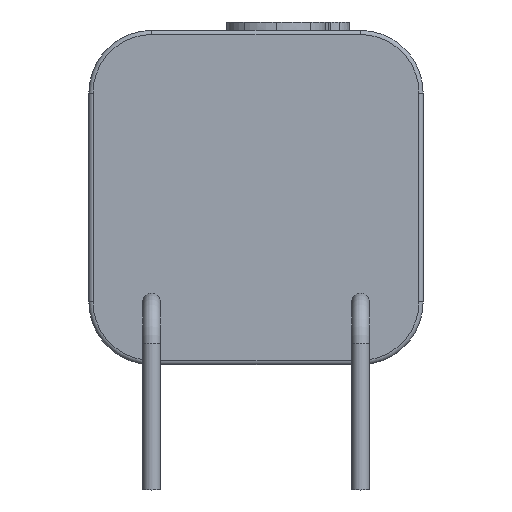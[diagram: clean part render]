
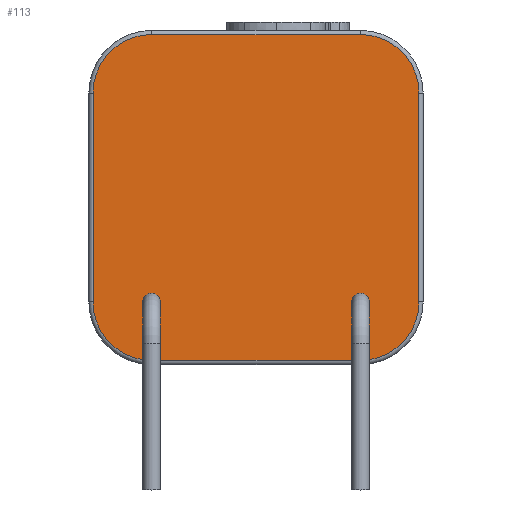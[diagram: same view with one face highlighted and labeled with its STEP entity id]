
A CAD part, left-side view. The second image highlights one B-rep face of the part: STEP entity #113.
In plain terms, the highlighted planar face has unit normal (-1, 0, 0).
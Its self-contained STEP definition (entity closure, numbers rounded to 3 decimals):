
#94 = VERTEX_POINT('',#95);
#95 = CARTESIAN_POINT('',(2.,0.21,1.5));
#101 = EDGE_CURVE('',#94,#94,#102,.T.);
#102 = CIRCLE('',#103,0.21);
#103 = AXIS2_PLACEMENT_3D('',#104,#105,#106);
#104 = CARTESIAN_POINT('',(2.,0.,1.5));
#105 = DIRECTION('',(1.,0.,0.));
#106 = DIRECTION('',(0.,1.,0.));
#113 = ADVANCED_FACE('',(#114,#184,#195),#198,.F.);
#114 = FACE_BOUND('',#115,.F.);
#115 = EDGE_LOOP('',(#116,#127,#135,#144,#152,#161,#169,#178));
#116 = ORIENTED_EDGE('',*,*,#117,.T.);
#117 = EDGE_CURVE('',#118,#120,#122,.T.);
#118 = VERTEX_POINT('',#119);
#119 = CARTESIAN_POINT('',(2.,-5.,7.9));
#120 = VERTEX_POINT('',#121);
#121 = CARTESIAN_POINT('',(2.,-6.4,6.5));
#122 = CIRCLE('',#123,1.4);
#123 = AXIS2_PLACEMENT_3D('',#124,#125,#126);
#124 = CARTESIAN_POINT('',(2.,-5.,6.5));
#125 = DIRECTION('',(1.,0.,0.));
#126 = DIRECTION('',(0.,0.,1.));
#127 = ORIENTED_EDGE('',*,*,#128,.T.);
#128 = EDGE_CURVE('',#120,#129,#131,.T.);
#129 = VERTEX_POINT('',#130);
#130 = CARTESIAN_POINT('',(2.,-6.4,1.5));
#131 = LINE('',#132,#133);
#132 = CARTESIAN_POINT('',(2.,-6.4,6.5));
#133 = VECTOR('',#134,1.);
#134 = DIRECTION('',(0.,0.,-1.));
#135 = ORIENTED_EDGE('',*,*,#136,.T.);
#136 = EDGE_CURVE('',#129,#137,#139,.T.);
#137 = VERTEX_POINT('',#138);
#138 = CARTESIAN_POINT('',(2.,-5.,0.1));
#139 = CIRCLE('',#140,1.4);
#140 = AXIS2_PLACEMENT_3D('',#141,#142,#143);
#141 = CARTESIAN_POINT('',(2.,-5.,1.5));
#142 = DIRECTION('',(1.,0.,0.));
#143 = DIRECTION('',(0.,-1.,
    0.));
#144 = ORIENTED_EDGE('',*,*,#145,.T.);
#145 = EDGE_CURVE('',#137,#146,#148,.T.);
#146 = VERTEX_POINT('',#147);
#147 = CARTESIAN_POINT('',(2.,0.,0.1));
#148 = LINE('',#149,#150);
#149 = CARTESIAN_POINT('',(2.,-5.,0.1));
#150 = VECTOR('',#151,1.);
#151 = DIRECTION('',(0.,1.,0.));
#152 = ORIENTED_EDGE('',*,*,#153,.T.);
#153 = EDGE_CURVE('',#146,#154,#156,.T.);
#154 = VERTEX_POINT('',#155);
#155 = CARTESIAN_POINT('',(2.,1.4,1.5));
#156 = CIRCLE('',#157,1.4);
#157 = AXIS2_PLACEMENT_3D('',#158,#159,#160);
#158 = CARTESIAN_POINT('',(2.,0.,1.5));
#159 = DIRECTION('',(1.,0.,0.));
#160 = DIRECTION('',(0.,0.,-1.));
#161 = ORIENTED_EDGE('',*,*,#162,.T.);
#162 = EDGE_CURVE('',#154,#163,#165,.T.);
#163 = VERTEX_POINT('',#164);
#164 = CARTESIAN_POINT('',(2.,1.4,6.5));
#165 = LINE('',#166,#167);
#166 = CARTESIAN_POINT('',(2.,1.4,1.5));
#167 = VECTOR('',#168,1.);
#168 = DIRECTION('',(0.,0.,1.));
#169 = ORIENTED_EDGE('',*,*,#170,.T.);
#170 = EDGE_CURVE('',#163,#171,#173,.T.);
#171 = VERTEX_POINT('',#172);
#172 = CARTESIAN_POINT('',(2.,0.,7.9));
#173 = CIRCLE('',#174,1.4);
#174 = AXIS2_PLACEMENT_3D('',#175,#176,#177);
#175 = CARTESIAN_POINT('',(2.,0.,6.5));
#176 = DIRECTION('',(1.,0.,0.));
#177 = DIRECTION('',(0.,1.,0.));
#178 = ORIENTED_EDGE('',*,*,#179,.T.);
#179 = EDGE_CURVE('',#171,#118,#180,.T.);
#180 = LINE('',#181,#182);
#181 = CARTESIAN_POINT('',(2.,0.,7.9));
#182 = VECTOR('',#183,1.);
#183 = DIRECTION('',(0.,-1.,-0.));
#184 = FACE_BOUND('',#185,.F.);
#185 = EDGE_LOOP('',(#186));
#186 = ORIENTED_EDGE('',*,*,#187,.F.);
#187 = EDGE_CURVE('',#188,#188,#190,.T.);
#188 = VERTEX_POINT('',#189);
#189 = CARTESIAN_POINT('',(2.,-4.79,1.5));
#190 = CIRCLE('',#191,0.21);
#191 = AXIS2_PLACEMENT_3D('',#192,#193,#194);
#192 = CARTESIAN_POINT('',(2.,-5.,1.5));
#193 = DIRECTION('',(1.,0.,0.));
#194 = DIRECTION('',(0.,1.,0.));
#195 = FACE_BOUND('',#196,.F.);
#196 = EDGE_LOOP('',(#197));
#197 = ORIENTED_EDGE('',*,*,#101,.F.);
#198 = PLANE('',#199);
#199 = AXIS2_PLACEMENT_3D('',#200,#201,#202);
#200 = CARTESIAN_POINT('',(2.,-2.5,4.));
#201 = DIRECTION('',(1.,0.,0.));
#202 = DIRECTION('',(0.,0.,-1.));
